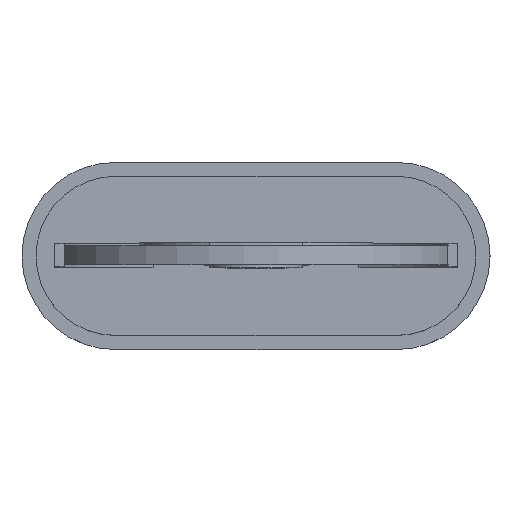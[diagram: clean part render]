
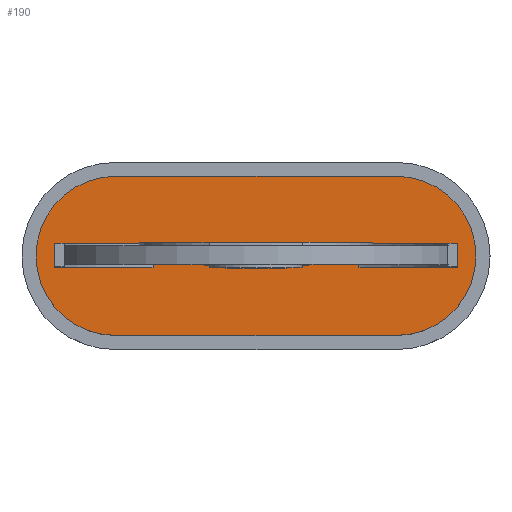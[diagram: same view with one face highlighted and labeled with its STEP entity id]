
A CAD part, top view. The second image highlights one B-rep face of the part: STEP entity #190.
In plain terms, the highlighted planar face has unit normal (0, 0, 1).
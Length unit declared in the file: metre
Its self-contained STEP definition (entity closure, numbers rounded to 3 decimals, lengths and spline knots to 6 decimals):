
#190 = ADVANCED_FACE( '', ( #376, #377, #378 ), #379, .F. );
#376 = FACE_BOUND( '', #580, .T. );
#377 = FACE_OUTER_BOUND( '', #581, .T. );
#378 = FACE_BOUND( '', #582, .T. );
#379 = PLANE( '', #583 );
#580 = EDGE_LOOP( '', ( #1000, #1001, #1002, #1003 ) );
#581 = EDGE_LOOP( '', ( #1004, #1005, #1006, #1007 ) );
#582 = EDGE_LOOP( '', ( #1008, #1009, #1010, #1011 ) );
#583 = AXIS2_PLACEMENT_3D( '', #1012, #1013, #1014 );
#1000 = ORIENTED_EDGE( '', *, *, #1091, .F. );
#1001 = ORIENTED_EDGE( '', *, *, #1163, .F. );
#1002 = ORIENTED_EDGE( '', *, *, #1103, .F. );
#1003 = ORIENTED_EDGE( '', *, *, #1128, .F. );
#1004 = ORIENTED_EDGE( '', *, *, #1171, .T. );
#1005 = ORIENTED_EDGE( '', *, *, #1112, .T. );
#1006 = ORIENTED_EDGE( '', *, *, #1021, .T. );
#1007 = ORIENTED_EDGE( '', *, *, #1085, .T. );
#1008 = ORIENTED_EDGE( '', *, *, #1110, .T. );
#1009 = ORIENTED_EDGE( '', *, *, #1167, .T. );
#1010 = ORIENTED_EDGE( '', *, *, #1143, .T. );
#1011 = ORIENTED_EDGE( '', *, *, #1076, .T. );
#1012 = CARTESIAN_POINT( '', ( 0., -0.0002, -0.0073 ) );
#1013 = DIRECTION( '', ( 0., 0., -1. ) );
#1014 = DIRECTION( '', ( 1., 0., 0. ) );
#1021 = EDGE_CURVE( '', #1192, #1193, #1194, .T. );
#1076 = EDGE_CURVE( '', #1289, #1287, #1290, .F. );
#1085 = EDGE_CURVE( '', #1193, #1302, #1303, .T. );
#1091 = EDGE_CURVE( '', #1311, #1307, #1313, .T. );
#1103 = EDGE_CURVE( '', #1330, #1326, #1332, .F. );
#1110 = EDGE_CURVE( '', #1287, #1340, #1342, .T. );
#1112 = EDGE_CURVE( '', #1344, #1192, #1345, .T. );
#1128 = EDGE_CURVE( '', #1307, #1330, #1364, .F. );
#1143 = EDGE_CURVE( '', #1383, #1289, #1384, .F. );
#1163 = EDGE_CURVE( '', #1326, #1311, #1410, .F. );
#1167 = EDGE_CURVE( '', #1340, #1383, #1414, .F. );
#1171 = EDGE_CURVE( '', #1302, #1344, #1418, .T. );
#1192 = VERTEX_POINT( '', #1443 );
#1193 = VERTEX_POINT( '', #1444 );
#1194 = CIRCLE( '', #1445, 0.0017 );
#1287 = VERTEX_POINT( '', #1573 );
#1289 = VERTEX_POINT( '', #1576 );
#1290 = LINE( '', #1577, #1578 );
#1302 = VERTEX_POINT( '', #1593 );
#1303 = LINE( '', #1594, #1595 );
#1307 = VERTEX_POINT( '', #1600 );
#1311 = VERTEX_POINT( '', #1606 );
#1313 = LINE( '', #1609, #1610 );
#1326 = VERTEX_POINT( '', #1628 );
#1330 = VERTEX_POINT( '', #1634 );
#1332 = LINE( '', #1637, #1638 );
#1340 = VERTEX_POINT( '', #1648 );
#1342 = LINE( '', #1651, #1652 );
#1344 = VERTEX_POINT( '', #1654 );
#1345 = LINE( '', #1655, #1656 );
#1364 = LINE( '', #1682, #1683 );
#1383 = VERTEX_POINT( '', #1716 );
#1384 = LINE( '', #1717, #1718 );
#1410 = LINE( '', #1752, #1753 );
#1414 = LINE( '', #1758, #1759 );
#1418 = CIRCLE( '', #1764, 0.0017 );
#1443 = CARTESIAN_POINT( '', ( 0.003, -0.0019, -0.0073 ) );
#1444 = CARTESIAN_POINT( '', ( 0.003, 0.0015, -0.0073 ) );
#1445 = AXIS2_PLACEMENT_3D( '', #1780, #1781, #1782 );
#1573 = CARTESIAN_POINT( '', ( -0.0024, -0.00045, -0.0073 ) );
#1576 = CARTESIAN_POINT( '', ( -0.0022, -0.00045, -0.0073 ) );
#1577 = CARTESIAN_POINT( '', ( -0.0023, -0.00045, -0.0073 ) );
#1578 = VECTOR( '', #1851, 1. );
#1593 = CARTESIAN_POINT( '', ( -0.003, 0.0015, -0.0073 ) );
#1594 = CARTESIAN_POINT( '', ( 0., 0.0015, -0.0073 ) );
#1595 = VECTOR( '', #1861, 1. );
#1600 = CARTESIAN_POINT( '', ( 0.0024, 0.00005, -0.0073 ) );
#1606 = CARTESIAN_POINT( '', ( 0.0024, -0.00045, -0.0073 ) );
#1609 = CARTESIAN_POINT( '', ( 0.0024, 0.000025, -0.0073 ) );
#1610 = VECTOR( '', #1866, 1. );
#1628 = CARTESIAN_POINT( '', ( 0.0022, -0.00045, -0.0073 ) );
#1634 = CARTESIAN_POINT( '', ( 0.0022, 0.00005, -0.0073 ) );
#1637 = CARTESIAN_POINT( '', ( 0.0022, 0.000025, -0.0073 ) );
#1638 = VECTOR( '', #1875, 1. );
#1648 = CARTESIAN_POINT( '', ( -0.0024, 0.00005, -0.0073 ) );
#1651 = CARTESIAN_POINT( '', ( -0.0024, 0.000025, -0.0073 ) );
#1652 = VECTOR( '', #1882, 1. );
#1654 = CARTESIAN_POINT( '', ( -0.003, -0.0019, -0.0073 ) );
#1655 = CARTESIAN_POINT( '', ( 0., -0.0019, -0.0073 ) );
#1656 = VECTOR( '', #1883, 1. );
#1682 = CARTESIAN_POINT( '', ( 0.0023, 0.00005, -0.0073 ) );
#1683 = VECTOR( '', #1900, 1. );
#1716 = CARTESIAN_POINT( '', ( -0.0022, 0.00005, -0.0073 ) );
#1717 = CARTESIAN_POINT( '', ( -0.0022, 0.000025, -0.0073 ) );
#1718 = VECTOR( '', #1908, 1. );
#1752 = CARTESIAN_POINT( '', ( 0.0023, -0.00045, -0.0073 ) );
#1753 = VECTOR( '', #1929, 1. );
#1758 = CARTESIAN_POINT( '', ( -0.0023, 0.00005, -0.0073 ) );
#1759 = VECTOR( '', #1931, 1. );
#1764 = AXIS2_PLACEMENT_3D( '', #1933, #1934, #1935 );
#1780 = CARTESIAN_POINT( '', ( 0.003, -0.0002, -0.0073 ) );
#1781 = DIRECTION( '', ( 0., 0., 1. ) );
#1782 = DIRECTION( '', ( 1., 0., 0. ) );
#1851 = DIRECTION( '', ( 1., 0., 0. ) );
#1861 = DIRECTION( '', ( -1., 0., 0. ) );
#1866 = DIRECTION( '', ( 0., 1., 0. ) );
#1875 = DIRECTION( '', ( 0., 1., 0. ) );
#1882 = DIRECTION( '', ( 0., 1., 0. ) );
#1883 = DIRECTION( '', ( 1., 0., 0. ) );
#1900 = DIRECTION( '', ( 1., 0., 0. ) );
#1908 = DIRECTION( '', ( 0., 1., 0. ) );
#1929 = DIRECTION( '', ( -1., 0., 0. ) );
#1931 = DIRECTION( '', ( -1., 0., 0. ) );
#1933 = CARTESIAN_POINT( '', ( -0.003, -0.0002, -0.0073 ) );
#1934 = DIRECTION( '', ( 0., 0., 1. ) );
#1935 = DIRECTION( '', ( 1., 0., 0. ) );
